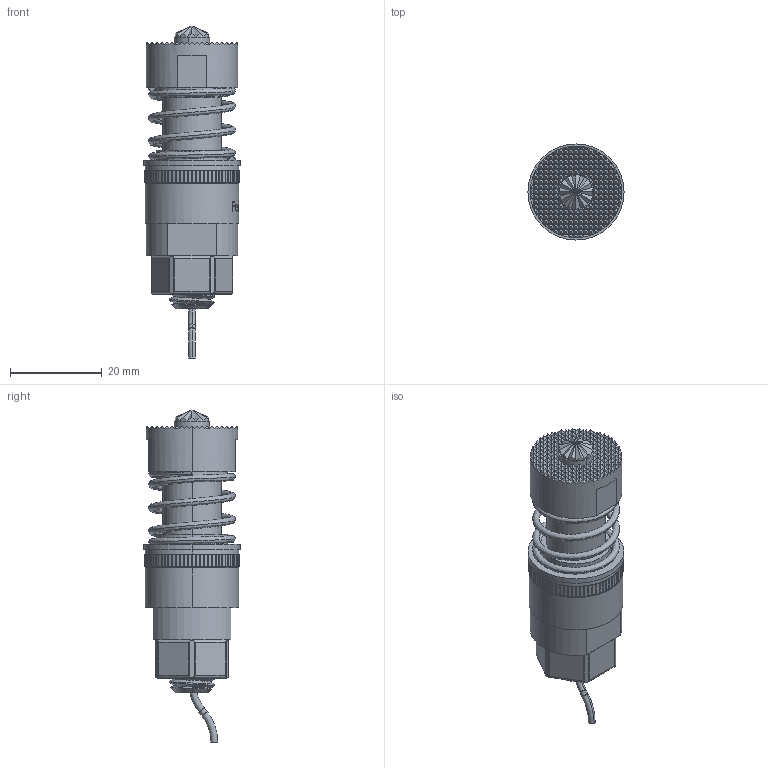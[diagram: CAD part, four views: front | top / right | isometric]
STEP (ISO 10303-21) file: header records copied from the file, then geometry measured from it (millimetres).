
FILE_DESCRIPTION (( 'STEP AP203' ), '1' );
FILE_NAME ('MOD-1860C004.step', '2015-07-09T11:00:28', ( 'firstrun' ), ( 'Hewlett-Packard Company' ), 'SwSTEP 2.0', 'SolidWorks 2012', '' );
FILE_SCHEMA (( 'CONFIG_CONTROL_DESIGN' ));
Length unit declared in the file: millimetre
Products named in the file (1): MOD-1860C004
Bounding box: 21 x 21 x 72.55 mm (x, y, z)
Volume: 14531.5 mm3; surface area: 5638.6 mm2
Topology: 1 solids, 1 shells, 1966 faces, 4434 edges, 2496 vertices
Faces by surface type: plane 1677, cylinder 149, cone 81, bspline 55, torus 4
Entity records: 63299 total; most frequent: CARTESIAN_POINT 21504, ORIENTED_EDGE 8868, DIRECTION 8191, EDGE_CURVE 4434, LINE 3181, VECTOR 3181, AXIS2_PLACEMENT_3D 2505, VERTEX_POINT 2496
